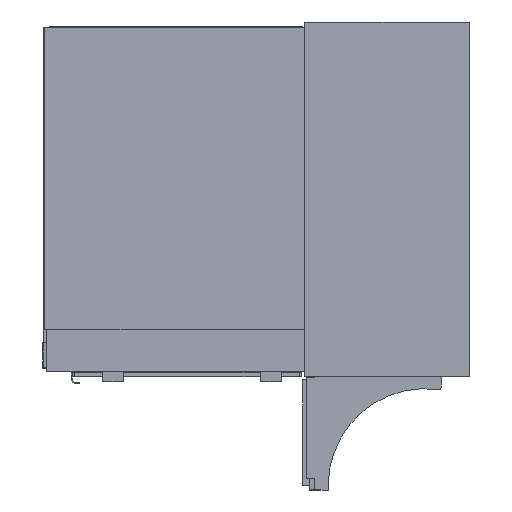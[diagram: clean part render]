
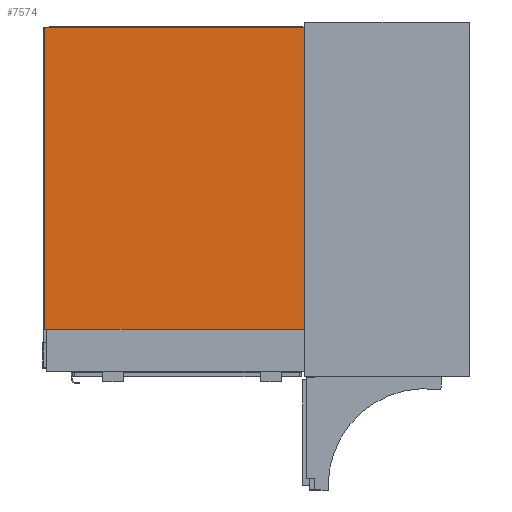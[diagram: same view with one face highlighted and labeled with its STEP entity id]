
A CAD part, left-side view. The second image highlights one B-rep face of the part: STEP entity #7574.
In plain terms, the highlighted planar face has unit normal (-1, 0, 0).
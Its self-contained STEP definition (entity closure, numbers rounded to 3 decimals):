
#157 = EDGE_CURVE ( 'NONE', #4849, #6796, #1636, .T. ) ;
#503 = AXIS2_PLACEMENT_3D ( 'NONE', #7512, #4492, #5888 ) ;
#640 = DIRECTION ( 'NONE',  ( 0., -1., 0. ) ) ;
#864 = DIRECTION ( 'NONE',  ( 0., 1., 0. ) ) ;
#1282 = LINE ( 'NONE', #2679, #1374 ) ;
#1374 = VECTOR ( 'NONE', #6251, 1000. ) ;
#1400 = LINE ( 'NONE', #5698, #6172 ) ;
#1636 = LINE ( 'NONE', #4501, #7833 ) ;
#2137 = EDGE_CURVE ( 'NONE', #3822, #4849, #1400, .T. ) ;
#2395 = CARTESIAN_POINT ( 'NONE',  ( -215., 833., -255.5 ) ) ;
#2679 = CARTESIAN_POINT ( 'NONE',  ( -215., 833., -255.5 ) ) ;
#3219 = CARTESIAN_POINT ( 'NONE',  ( -215., 833., 337.5 ) ) ;
#3226 = EDGE_CURVE ( 'NONE', #6796, #4479, #1282, .T. ) ;
#3249 = PLANE ( 'NONE',  #503 ) ;
#3731 = ORIENTED_EDGE ( 'NONE', *, *, #3226, .T. ) ;
#3822 = VERTEX_POINT ( 'NONE', #5673 ) ;
#4479 = VERTEX_POINT ( 'NONE', #4811 ) ;
#4492 = DIRECTION ( 'NONE',  ( -1., 0., 0. ) ) ;
#4501 = CARTESIAN_POINT ( 'NONE',  ( -215., 833., 337.5 ) ) ;
#4786 = ORIENTED_EDGE ( 'NONE', *, *, #5505, .T. ) ;
#4811 = CARTESIAN_POINT ( 'NONE',  ( -215., 833., -255.5 ) ) ;
#4849 = VERTEX_POINT ( 'NONE', #6562 ) ;
#4980 = LINE ( 'NONE', #2395, #6803 ) ;
#5051 = ORIENTED_EDGE ( 'NONE', *, *, #157, .T. ) ;
#5172 = DIRECTION ( 'NONE',  ( 0., 0., 1. ) ) ;
#5505 = EDGE_CURVE ( 'NONE', #4479, #3822, #4980, .T. ) ;
#5673 = CARTESIAN_POINT ( 'NONE',  ( -215., 323., -255.5 ) ) ;
#5698 = CARTESIAN_POINT ( 'NONE',  ( -215., 323., -255.5 ) ) ;
#5712 = EDGE_LOOP ( 'NONE', ( #4786, #7036, #5051, #3731 ) ) ;
#5888 = DIRECTION ( 'NONE',  ( 0., 0., 1. ) ) ;
#6172 = VECTOR ( 'NONE', #5172, 1000. ) ;
#6251 = DIRECTION ( 'NONE',  ( 0., 0., -1. ) ) ;
#6562 = CARTESIAN_POINT ( 'NONE',  ( -215., 323., 337.5 ) ) ;
#6796 = VERTEX_POINT ( 'NONE', #3219 ) ;
#6803 = VECTOR ( 'NONE', #640, 1000. ) ;
#7036 = ORIENTED_EDGE ( 'NONE', *, *, #2137, .T. ) ;
#7512 = CARTESIAN_POINT ( 'NONE',  ( -215., 0., 0. ) ) ;
#7574 = ADVANCED_FACE ( 'NONE', ( #7695 ), #3249, .T. ) ;
#7695 = FACE_OUTER_BOUND ( 'NONE', #5712, .T. ) ;
#7833 = VECTOR ( 'NONE', #864, 1000. ) ;
